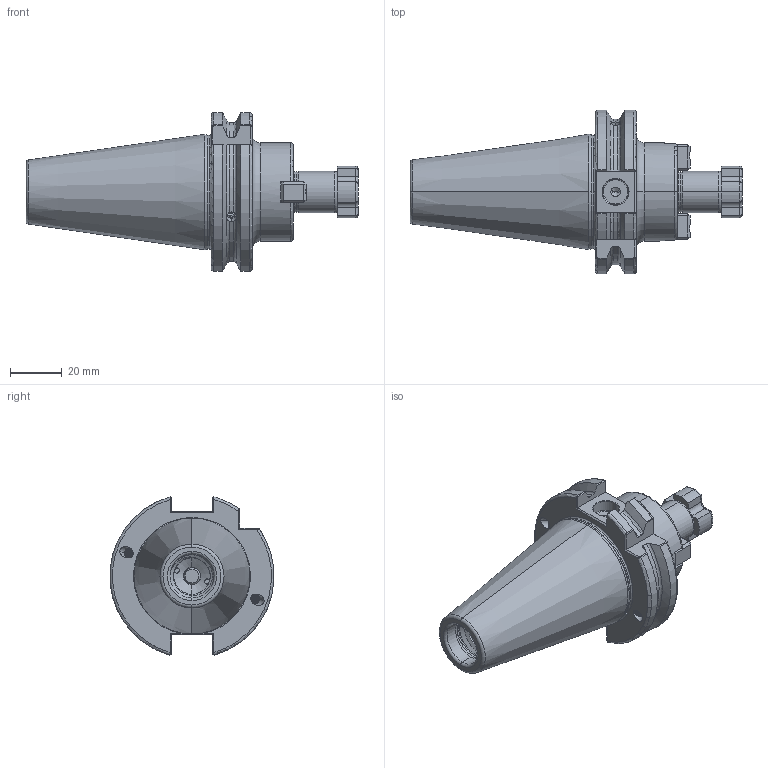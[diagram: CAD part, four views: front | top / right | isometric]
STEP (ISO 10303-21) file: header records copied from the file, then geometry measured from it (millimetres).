
FILE_DESCRIPTION (( 'STEP AP203' ), '1' );
FILE_NAME ('403.11.16.STEP', '2016-07-23T01:53:40', ( '' ), ( '' ), 'SwSTEP 2.0', 'SolidWorks 2012', '' );
FILE_SCHEMA (( 'CONFIG_CONTROL_DESIGN' ));
Length unit declared in the file: millimetre
Products named in the file (5): 403.11.16; 十字螺絲FMB16; 102.11.16_M3xP0.5-12L; 面銑刀墊塊16
Assembly tree (6 placements, depth 2):
  403.11.16
    403.11.16
    十字螺絲FMB16
    面銑刀墊塊16  x2
    102.11.16_M3xP0.5-12L  x2
Bounding box: 128.4 x 63.34 x 61.24 mm (x, y, z)
Volume: 120080.1 mm3; surface area: 30208.9 mm2
Topology: 6 solids, 6 shells, 693 faces, 1867 edges, 1171 vertices
Faces by surface type: cylinder 350, plane 166, cone 69, torus 66, bspline 42
Entity records: 37346 total; most frequent: CARTESIAN_POINT 23929, ORIENTED_EDGE 3130, DIRECTION 2281, EDGE_CURVE 1565, VERTEX_POINT 995, AXIS2_PLACEMENT_3D 865, EDGE_LOOP 596, FACE_OUTER_BOUND 579
